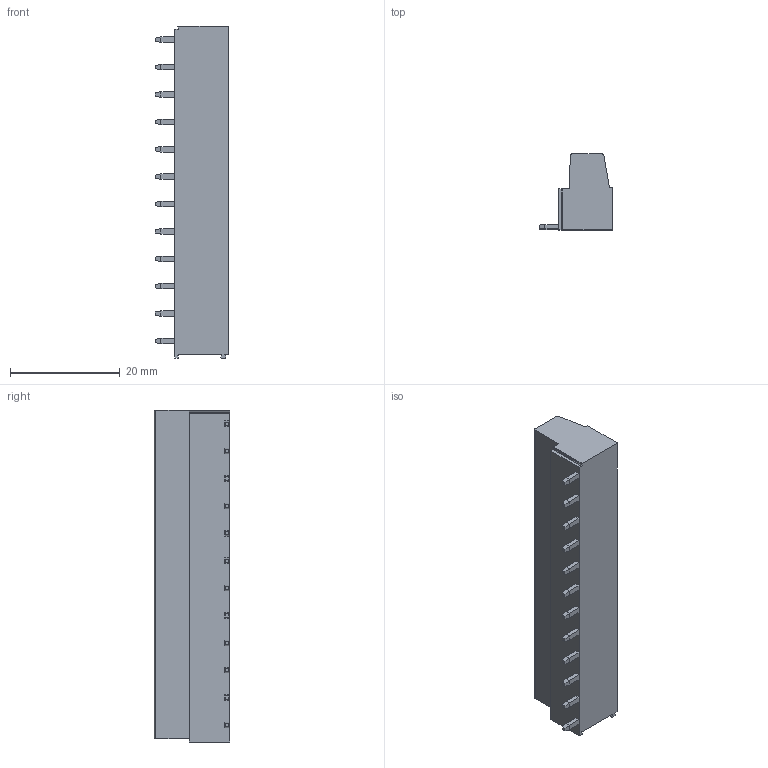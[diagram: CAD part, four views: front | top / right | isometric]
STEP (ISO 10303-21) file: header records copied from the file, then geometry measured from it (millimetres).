
FILE_DESCRIPTION((''),'2;1');
FILE_NAME('PRT0001','2024-11-30T',('sj'),(''),'PRO/ENGINEER BY PARAMETRIC TECHNOLOGY CORPORATION, 2013240','PRO/ENGINEER BY PARAMETRIC TECHNOLOGY CORPORATION, 2013240','');
FILE_SCHEMA(('AUTOMOTIVE_DESIGN_CC2 { 1 2 10303 214 -1 1 5 2 }'));
Length unit declared in the file: millimetre
Products named in the file (1): PRT0001
Bounding box: 13.35 x 13.8 x 60.6 mm (x, y, z)
Volume: 6629.8 mm3; surface area: 3801.3 mm2
Topology: 1 solids, 1 shells, 446 faces, 1056 edges, 672 vertices
Faces by surface type: plane 366, cylinder 56, torus 24
Entity records: 12780 total; most frequent: CARTESIAN_POINT 2414, ORIENTED_EDGE 2112, DIRECTION 2084, EDGE_CURVE 1056, VECTOR 824, LINE 824, VERTEX_POINT 672, AXIS2_PLACEMENT_3D 630
